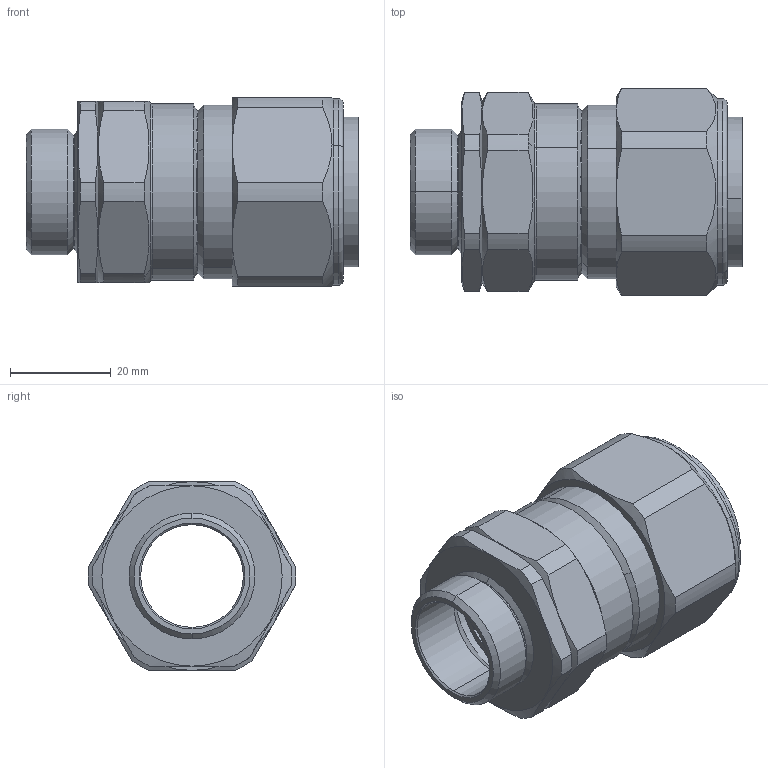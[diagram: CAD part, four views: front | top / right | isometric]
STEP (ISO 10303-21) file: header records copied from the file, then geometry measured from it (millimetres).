
FILE_DESCRIPTION (( 'STEP AP203' ), '1' );
FILE_NAME ('CX 25.step', '2015-12-01T15:39:44', ( 'bel_it' ), ( '' ), 'SwSTEP 2.0', 'SolidWorks 2014', '' );
FILE_SCHEMA (( 'CONFIG_CONTROL_DESIGN' ));
Length unit declared in the file: millimetre
Products named in the file (1): CX 25
Bounding box: 65.95 x 41.23 x 37.5 mm (x, y, z)
Surface area: 13349.3 mm2 (no closed solid volume)
Topology: 0 solids, 6 shells, 109 faces, 272 edges, 170 vertices
Faces by surface type: cone 40, cylinder 38, plane 25, torus 6
Entity records: 3622 total; most frequent: CARTESIAN_POINT 946, DIRECTION 574, ORIENTED_EDGE 520, EDGE_CURVE 272, AXIS2_PLACEMENT_3D 242, VERTEX_POINT 170, CIRCLE 132, EDGE_LOOP 116
